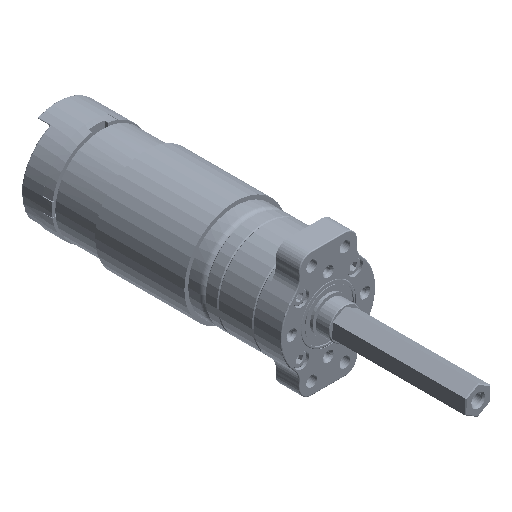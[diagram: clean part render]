
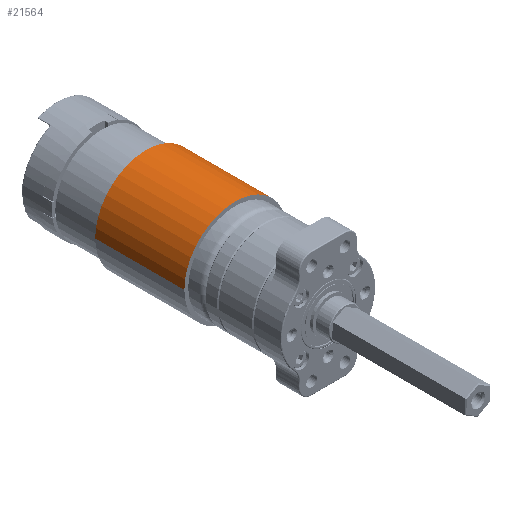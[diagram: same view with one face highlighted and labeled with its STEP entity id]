
A CAD part, isometric view. The second image highlights one B-rep face of the part: STEP entity #21564.
In plain terms, the highlighted cylindrical face has radius 19.5 mm (diameter 39 mm), a partial arc.
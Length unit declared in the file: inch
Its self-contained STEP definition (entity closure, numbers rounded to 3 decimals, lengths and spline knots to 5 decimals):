
#1889 = CIRCLE ( 'NONE', #119883, 0.76772 ) ;
#3416 = DIRECTION ( 'NONE',  ( -1., 0., 0. ) ) ;
#3431 = VERTEX_POINT ( 'NONE', #62656 ) ;
#9124 = CARTESIAN_POINT ( 'NONE',  ( 0.76367, -0.07874, 0. ) ) ;
#9449 = CARTESIAN_POINT ( 'NONE',  ( -0.76772, 0., 1.96063 ) ) ;
#21564 = ADVANCED_FACE ( 'NONE', ( #166355 ), #138141, .T. ) ;
#24990 = AXIS2_PLACEMENT_3D ( 'NONE', #107485, #135732, #3416 ) ;
#25586 = LINE ( 'NONE', #173405, #66867 ) ;
#27739 = DIRECTION ( 'NONE',  ( 0., 0., -1. ) ) ;
#29161 = VECTOR ( 'NONE', #145246, 39.37008 ) ;
#31628 = VERTEX_POINT ( 'NONE', #9449 ) ;
#34062 = CARTESIAN_POINT ( 'NONE',  ( 0., 0., -0.2815 ) ) ;
#40573 = AXIS2_PLACEMENT_3D ( 'NONE', #34062, #93365, #167290 ) ;
#52674 = ORIENTED_EDGE ( 'NONE', *, *, #55794, .T. ) ;
#55794 = EDGE_CURVE ( 'NONE', #3431, #31628, #177125, .T. ) ;
#62105 = ORIENTED_EDGE ( 'NONE', *, *, #86869, .T. ) ;
#62656 = CARTESIAN_POINT ( 'NONE',  ( 0.76367, -0.07874, 1.96063 ) ) ;
#63939 = VERTEX_POINT ( 'NONE', #182873 ) ;
#66867 = VECTOR ( 'NONE', #188011, 39.37008 ) ;
#69409 = LINE ( 'NONE', #9124, #29161 ) ;
#71014 = ORIENTED_EDGE ( 'NONE', *, *, #191109, .T. ) ;
#86869 = EDGE_CURVE ( 'NONE', #31628, #178893, #25586, .T. ) ;
#88968 = CARTESIAN_POINT ( 'NONE',  ( 0., 0., 0.62205 ) ) ;
#90859 = DIRECTION ( 'NONE',  ( -1., 0., 0. ) ) ;
#93365 = DIRECTION ( 'NONE',  ( 0., 0., -1. ) ) ;
#107485 = CARTESIAN_POINT ( 'NONE',  ( 0., 0., 1.96063 ) ) ;
#115567 = ORIENTED_EDGE ( 'NONE', *, *, #149783, .F. ) ;
#119883 = AXIS2_PLACEMENT_3D ( 'NONE', #88968, #27739, #90859 ) ;
#135732 = DIRECTION ( 'NONE',  ( 0., 0., -1. ) ) ;
#138141 = CYLINDRICAL_SURFACE ( 'NONE', #40573, 0.76772 ) ;
#145246 = DIRECTION ( 'NONE',  ( 0., 0., 1. ) ) ;
#149783 = EDGE_CURVE ( 'NONE', #63939, #178893, #1889, .T. ) ;
#166355 = FACE_OUTER_BOUND ( 'NONE', #190450, .T. ) ;
#167290 = DIRECTION ( 'NONE',  ( -1., 0., 0. ) ) ;
#173405 = CARTESIAN_POINT ( 'NONE',  ( -0.76772, 0., -0.2815 ) ) ;
#177125 = CIRCLE ( 'NONE', #24990, 0.76772 ) ;
#178893 = VERTEX_POINT ( 'NONE', #180520 ) ;
#180520 = CARTESIAN_POINT ( 'NONE',  ( -0.76772, 0., 0.62205 ) ) ;
#182873 = CARTESIAN_POINT ( 'NONE',  ( 0.76367, -0.07874, 0.62205 ) ) ;
#188011 = DIRECTION ( 'NONE',  ( 0., 0., -1. ) ) ;
#190450 = EDGE_LOOP ( 'NONE', ( #52674, #62105, #115567, #71014 ) ) ;
#191109 = EDGE_CURVE ( 'NONE', #63939, #3431, #69409, .T. ) ;
